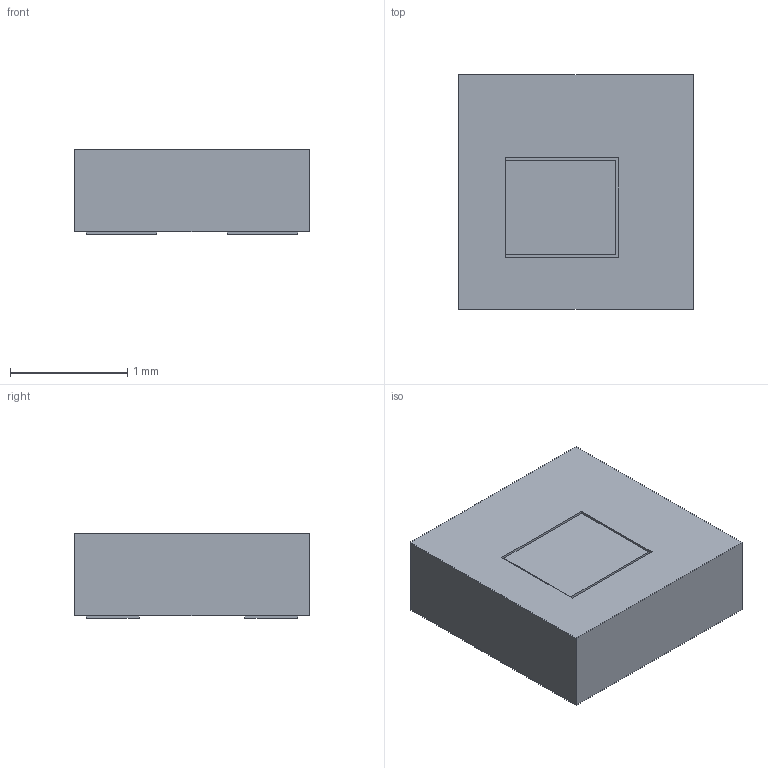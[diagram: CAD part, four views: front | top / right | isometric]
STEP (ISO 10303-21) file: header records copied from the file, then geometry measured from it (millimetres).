
FILE_DESCRIPTION(/* description */ ('Unknown','CAx-IF Rec.Pracs.---Representation and Presentation of Product Manufacturing Information (PMI)---4.0---2014-10-13','CAx-IF Rec.Pracs.---3D Tessellated Geometry---0.4---2014-09-14','2;1'),/* implementation_level */ '2;1');
FILE_NAME(/* name */ 'LTR-329ALS-01',/* time_stamp */ '2023-02-03T12:14:41+02:00',/* author */ ('Unknown'),/* organization */ ('Unknown'),/* preprocessor_version */ 'ST-DEVELOPER v18.1',/* originating_system */ 'Solid Edge',/* authorisation */ 'Unknown');
FILE_SCHEMA (('AP242_MANAGED_MODEL_BASED_3D_ENGINEERING_MIM_LF { 1 0 10303 442 1 1 4 }'));
Length unit declared in the file: millimetre
Products named in the file (1): LTR-329ALS-01
Bounding box: 2 x 2 x 0.72 mm (x, y, z)
Volume: 2.6 mm3; surface area: 16.6 mm2
Topology: 2 solids, 2 shells, 42 faces, 96 edges, 64 vertices
Faces by surface type: plane 42
Entity records: 1443 total; most frequent: CARTESIAN_POINT 204, ORIENTED_EDGE 192, DIRECTION 184, EDGE_CURVE 96, LINE 96, VECTOR 96, VERTEX_POINT 64, EDGE_LOOP 48
